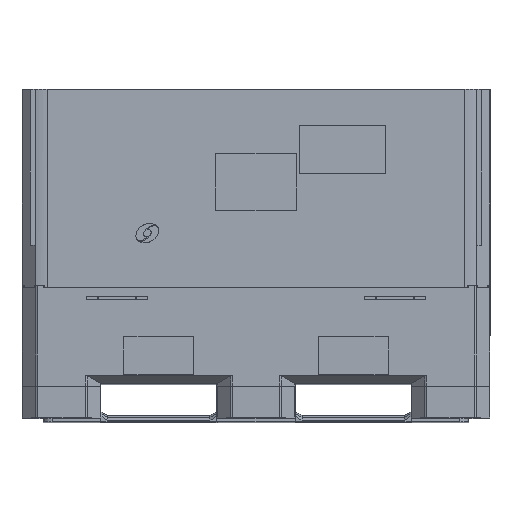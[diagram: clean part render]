
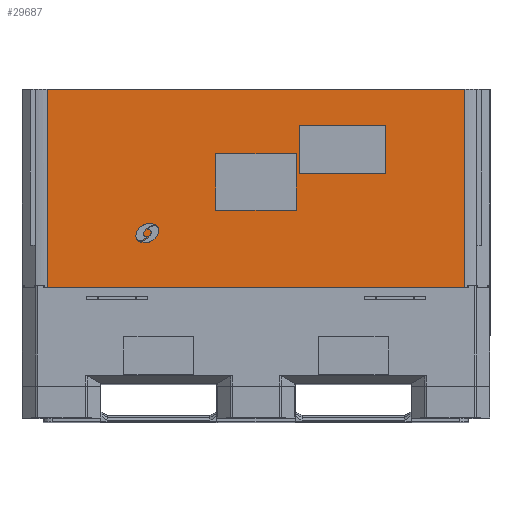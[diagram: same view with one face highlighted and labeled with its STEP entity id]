
A CAD part, top view. The second image highlights one B-rep face of the part: STEP entity #29687.
In plain terms, the highlighted planar face has unit normal (0, 0, 1).
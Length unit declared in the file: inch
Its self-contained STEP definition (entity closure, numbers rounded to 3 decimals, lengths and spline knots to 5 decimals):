
#28358=DIRECTION('',(0.,-1.,0.));
#28359=VECTOR('',#28358,5.803);
#28360=CARTESIAN_POINT('',(-4.127,13.757,1.5));
#28361=LINE('',#28360,#28359);
#28362=DIRECTION('',(0.,-1.,0.));
#28363=VECTOR('',#28362,5.803);
#28364=CARTESIAN_POINT('',(4.127,13.757,1.5));
#28365=LINE('',#28364,#28363);
#28366=DIRECTION('',(0.,-1.,0.));
#28367=VECTOR('',#28366,4.98);
#28368=CARTESIAN_POINT('',(4.411,16.669,1.5));
#28369=LINE('',#28368,#28367);
#28370=DIRECTION('',(1.,0.,0.));
#28371=VECTOR('',#28370,8.88);
#28372=CARTESIAN_POINT('',(4.411,11.689,1.5));
#28373=LINE('',#28372,#28371);
#28374=DIRECTION('',(0.,-1.,0.));
#28375=VECTOR('',#28374,4.98);
#28376=CARTESIAN_POINT('',(13.291,16.669,1.5));
#28377=LINE('',#28376,#28375);
#28378=DIRECTION('',(1.,0.,0.));
#28379=VECTOR('',#28378,8.88);
#28380=CARTESIAN_POINT('',(4.411,16.669,1.5));
#28381=LINE('',#28380,#28379);
#28382=DIRECTION('',(-1.,0.,0.));
#28383=VECTOR('',#28382,42.85952);
#28384=CARTESIAN_POINT('',(21.42976,0.,1.5));
#28385=LINE('',#28384,#28383);
#28386=DIRECTION('',(1.,0.,0.));
#28387=VECTOR('',#28386,42.85952);
#28388=CARTESIAN_POINT('',(-21.42976,20.34,1.5));
#28389=LINE('',#28388,#28387);
#28390=CARTESIAN_POINT('',(-10.35762,5.0673,1.5));
#28391=CARTESIAN_POINT('',(-9.83563,5.60304,1.5));
#28392=CARTESIAN_POINT('',(-9.94647,6.10454,1.5));
#28393=CARTESIAN_POINT('',(-10.09122,6.2438,1.5));
#28395=CARTESIAN_POINT('',(-10.09122,6.2438,1.5));
#28396=CARTESIAN_POINT('',(-10.2316,6.37886,1.5));
#28397=CARTESIAN_POINT('',(-10.59082,6.53351,1.5));
#28398=CARTESIAN_POINT('',(-11.15602,5.9558,1.5));
#28400=CARTESIAN_POINT('',(-11.15602,5.9558,1.5));
#28401=CARTESIAN_POINT('',(-10.9547,6.01901,1.5));
#28402=CARTESIAN_POINT('',(-10.63587,5.90836,1.5));
#28403=CARTESIAN_POINT('',(-10.79322,5.5187,1.5));
#28405=CARTESIAN_POINT('',(-10.79322,5.5187,1.5));
#28406=CARTESIAN_POINT('',(-10.90835,5.23357,1.5));
#28407=CARTESIAN_POINT('',(-11.54476,4.61546,1.5));
#28408=CARTESIAN_POINT('',(-12.07532,4.8144,1.5));
#28410=CARTESIAN_POINT('',(-12.07532,4.8144,1.5));
#28411=CARTESIAN_POINT('',(-11.9369,4.65666,1.5));
#28412=CARTESIAN_POINT('',(-11.02934,4.37788,1.5));
#28413=CARTESIAN_POINT('',(-10.35762,5.0673,1.5));
#28415=CARTESIAN_POINT('',(-11.92912,6.1336,1.5));
#28416=CARTESIAN_POINT('',(-12.45106,5.5979,1.5));
#28417=CARTESIAN_POINT('',(-12.33198,5.11148,1.5));
#28418=CARTESIAN_POINT('',(-12.19552,4.9571,1.5));
#28420=CARTESIAN_POINT('',(-12.19552,4.9571,1.5));
#28421=CARTESIAN_POINT('',(-12.07984,4.82622,1.5));
#28422=CARTESIAN_POINT('',(-11.69543,4.66691,1.5));
#28423=CARTESIAN_POINT('',(-11.12932,5.2451,1.5));
#28425=CARTESIAN_POINT('',(-11.12932,5.2451,1.5));
#28426=CARTESIAN_POINT('',(-11.3278,5.18272,1.5));
#28427=CARTESIAN_POINT('',(-11.6592,5.27027,1.5));
#28428=CARTESIAN_POINT('',(-11.49262,5.6827,1.5));
#28430=CARTESIAN_POINT('',(-11.49262,5.6827,1.5));
#28431=CARTESIAN_POINT('',(-11.37742,5.96792,1.5));
#28432=CARTESIAN_POINT('',(-10.74119,6.58659,1.5));
#28433=CARTESIAN_POINT('',(-10.21042,6.3878,1.5));
#28435=CARTESIAN_POINT('',(-10.21042,6.3878,1.5));
#28436=CARTESIAN_POINT('',(-10.34076,6.54967,1.5));
#28437=CARTESIAN_POINT('',(-11.25692,6.82351,1.5));
#28438=CARTESIAN_POINT('',(-11.92912,6.1336,1.5));
#28440=DIRECTION('',(1.,0.,0.));
#28441=VECTOR('',#28440,8.254);
#28442=CARTESIAN_POINT('',(-4.127,13.757,1.5));
#28443=LINE('',#28442,#28441);
#28448=DIRECTION('',(-1.,0.,0.));
#28449=VECTOR('',#28448,8.254);
#28450=CARTESIAN_POINT('',(4.127,7.954,1.5));
#28451=LINE('',#28450,#28449);
#28517=DIRECTION('',(0.,1.,0.));
#28518=VECTOR('',#28517,20.34);
#28519=CARTESIAN_POINT('',(-21.42976,0.,1.5));
#28520=LINE('',#28519,#28518);
#28674=DIRECTION('',(0.,1.,0.));
#28675=VECTOR('',#28674,20.34);
#28676=CARTESIAN_POINT('',(21.42976,0.,1.5));
#28677=LINE('',#28676,#28675);
#29142=CARTESIAN_POINT('',(4.127,13.757,1.5));
#29143=CARTESIAN_POINT('',(4.127,7.954,1.5));
#29144=VERTEX_POINT('',#29142);
#29145=VERTEX_POINT('',#29143);
#29154=CARTESIAN_POINT('',(4.411,16.669,1.5));
#29155=CARTESIAN_POINT('',(4.411,11.689,1.5));
#29156=VERTEX_POINT('',#29154);
#29157=VERTEX_POINT('',#29155);
#29158=CARTESIAN_POINT('',(13.291,16.669,1.5));
#29159=CARTESIAN_POINT('',(13.291,11.689,1.5));
#29160=VERTEX_POINT('',#29158);
#29161=VERTEX_POINT('',#29159);
#29200=CARTESIAN_POINT('',(21.42976,0.,1.5));
#29201=CARTESIAN_POINT('',(-21.42976,0.,1.5));
#29202=VERTEX_POINT('',#29200);
#29203=VERTEX_POINT('',#29201);
#29204=CARTESIAN_POINT('',(-21.42976,20.34,1.5));
#29205=CARTESIAN_POINT('',(21.42976,20.34,1.5));
#29206=VERTEX_POINT('',#29204);
#29207=VERTEX_POINT('',#29205);
#29222=CARTESIAN_POINT('',(-10.35762,5.0673,1.5));
#29223=VERTEX_POINT('',#29222);
#29224=CARTESIAN_POINT('',(-10.09122,6.2438,1.5));
#29225=VERTEX_POINT('',#29224);
#29226=CARTESIAN_POINT('',(-11.15602,5.9558,1.5));
#29227=VERTEX_POINT('',#29226);
#29228=CARTESIAN_POINT('',(-10.79322,5.5187,1.5));
#29229=VERTEX_POINT('',#29228);
#29230=CARTESIAN_POINT('',(-12.07532,4.8144,1.5));
#29231=VERTEX_POINT('',#29230);
#29232=CARTESIAN_POINT('',(-11.92912,6.1336,1.5));
#29233=VERTEX_POINT('',#29232);
#29234=CARTESIAN_POINT('',(-12.19552,4.9571,1.5));
#29235=VERTEX_POINT('',#29234);
#29236=CARTESIAN_POINT('',(-11.12932,5.2451,1.5));
#29237=VERTEX_POINT('',#29236);
#29238=CARTESIAN_POINT('',(-11.49262,5.6827,1.5));
#29239=VERTEX_POINT('',#29238);
#29240=CARTESIAN_POINT('',(-10.21042,6.3878,1.5));
#29241=VERTEX_POINT('',#29240);
#29360=CARTESIAN_POINT('',(-4.127,13.757,1.5));
#29361=CARTESIAN_POINT('',(-4.127,7.954,1.5));
#29362=VERTEX_POINT('',#29360);
#29363=VERTEX_POINT('',#29361);
#29630=CARTESIAN_POINT('',(0.,0.,1.5));
#29631=DIRECTION('',(0.,0.,1.));
#29632=DIRECTION('',(1.,0.,0.));
#29633=AXIS2_PLACEMENT_3D('',#29630,#29631,#29632);
#29634=PLANE('',#29633);
#29635=ORIENTED_EDGE('',*,*,#29467,.T.);
#29637=ORIENTED_EDGE('',*,*,#29636,.T.);
#29638=ORIENTED_EDGE('',*,*,#29584,.T.);
#29640=ORIENTED_EDGE('',*,*,#29639,.F.);
#29641=EDGE_LOOP('',(#29635,#29637,#29638,#29640));
#29642=FACE_OUTER_BOUND('',#29641,.F.);
#29644=ORIENTED_EDGE('',*,*,#29643,.T.);
#29646=ORIENTED_EDGE('',*,*,#29645,.T.);
#29648=ORIENTED_EDGE('',*,*,#29647,.F.);
#29650=ORIENTED_EDGE('',*,*,#29649,.F.);
#29651=EDGE_LOOP('',(#29644,#29646,#29648,#29650));
#29652=FACE_BOUND('',#29651,.F.);
#29654=ORIENTED_EDGE('',*,*,#29653,.F.);
#29656=ORIENTED_EDGE('',*,*,#29655,.T.);
#29658=ORIENTED_EDGE('',*,*,#29657,.F.);
#29660=ORIENTED_EDGE('',*,*,#29659,.F.);
#29661=EDGE_LOOP('',(#29654,#29656,#29658,#29660));
#29662=FACE_BOUND('',#29661,.F.);
#29664=ORIENTED_EDGE('',*,*,#29663,.T.);
#29666=ORIENTED_EDGE('',*,*,#29665,.T.);
#29668=ORIENTED_EDGE('',*,*,#29667,.T.);
#29670=ORIENTED_EDGE('',*,*,#29669,.T.);
#29672=ORIENTED_EDGE('',*,*,#29671,.T.);
#29673=EDGE_LOOP('',(#29664,#29666,#29668,#29670,#29672));
#29674=FACE_BOUND('',#29673,.F.);
#29676=ORIENTED_EDGE('',*,*,#29675,.T.);
#29678=ORIENTED_EDGE('',*,*,#29677,.T.);
#29680=ORIENTED_EDGE('',*,*,#29679,.T.);
#29682=ORIENTED_EDGE('',*,*,#29681,.T.);
#29684=ORIENTED_EDGE('',*,*,#29683,.T.);
#29685=EDGE_LOOP('',(#29676,#29678,#29680,#29682,#29684));
#29686=FACE_BOUND('',#29685,.F.);
#29687=ADVANCED_FACE('',(#29642,#29652,#29662,#29674,#29686),#29634,.T.);
#28394=B_SPLINE_CURVE_WITH_KNOTS('',3,(#28390,#28391,#28392,#28393),
.UNSPECIFIED.,.F.,.F.,(4,4),(0.,1.),.UNSPECIFIED.);
#28399=B_SPLINE_CURVE_WITH_KNOTS('',3,(#28395,#28396,#28397,#28398),
.UNSPECIFIED.,.F.,.F.,(4,4),(0.,1.),.UNSPECIFIED.);
#28404=B_SPLINE_CURVE_WITH_KNOTS('',3,(#28400,#28401,#28402,#28403),
.UNSPECIFIED.,.F.,.F.,(4,4),(0.,1.),.UNSPECIFIED.);
#28409=B_SPLINE_CURVE_WITH_KNOTS('',3,(#28405,#28406,#28407,#28408),
.UNSPECIFIED.,.F.,.F.,(4,4),(0.,1.),.UNSPECIFIED.);
#28414=B_SPLINE_CURVE_WITH_KNOTS('',3,(#28410,#28411,#28412,#28413),
.UNSPECIFIED.,.F.,.F.,(4,4),(0.,1.),.UNSPECIFIED.);
#28419=B_SPLINE_CURVE_WITH_KNOTS('',3,(#28415,#28416,#28417,#28418),
.UNSPECIFIED.,.F.,.F.,(4,4),(0.,1.),.UNSPECIFIED.);
#28424=B_SPLINE_CURVE_WITH_KNOTS('',3,(#28420,#28421,#28422,#28423),
.UNSPECIFIED.,.F.,.F.,(4,4),(0.,1.),.UNSPECIFIED.);
#28429=B_SPLINE_CURVE_WITH_KNOTS('',3,(#28425,#28426,#28427,#28428),
.UNSPECIFIED.,.F.,.F.,(4,4),(0.,1.),.UNSPECIFIED.);
#28434=B_SPLINE_CURVE_WITH_KNOTS('',3,(#28430,#28431,#28432,#28433),
.UNSPECIFIED.,.F.,.F.,(4,4),(0.,1.),.UNSPECIFIED.);
#28439=B_SPLINE_CURVE_WITH_KNOTS('',3,(#28435,#28436,#28437,#28438),
.UNSPECIFIED.,.F.,.F.,(4,4),(0.,1.),.UNSPECIFIED.);
#29467=EDGE_CURVE('',#29202,#29203,#28385,.T.);
#29584=EDGE_CURVE('',#29206,#29207,#28389,.T.);
#29636=EDGE_CURVE('',#29203,#29206,#28520,.T.);
#29639=EDGE_CURVE('',#29202,#29207,#28677,.T.);
#29643=EDGE_CURVE('',#29156,#29157,#28369,.T.);
#29645=EDGE_CURVE('',#29157,#29161,#28373,.T.);
#29647=EDGE_CURVE('',#29160,#29161,#28377,.T.);
#29649=EDGE_CURVE('',#29156,#29160,#28381,.T.);
#29653=EDGE_CURVE('',#29362,#29144,#28443,.T.);
#29655=EDGE_CURVE('',#29362,#29363,#28361,.T.);
#29657=EDGE_CURVE('',#29145,#29363,#28451,.T.);
#29659=EDGE_CURVE('',#29144,#29145,#28365,.T.);
#29663=EDGE_CURVE('',#29223,#29225,#28394,.T.);
#29665=EDGE_CURVE('',#29225,#29227,#28399,.T.);
#29667=EDGE_CURVE('',#29227,#29229,#28404,.T.);
#29669=EDGE_CURVE('',#29229,#29231,#28409,.T.);
#29671=EDGE_CURVE('',#29231,#29223,#28414,.T.);
#29675=EDGE_CURVE('',#29233,#29235,#28419,.T.);
#29677=EDGE_CURVE('',#29235,#29237,#28424,.T.);
#29679=EDGE_CURVE('',#29237,#29239,#28429,.T.);
#29681=EDGE_CURVE('',#29239,#29241,#28434,.T.);
#29683=EDGE_CURVE('',#29241,#29233,#28439,.T.);
